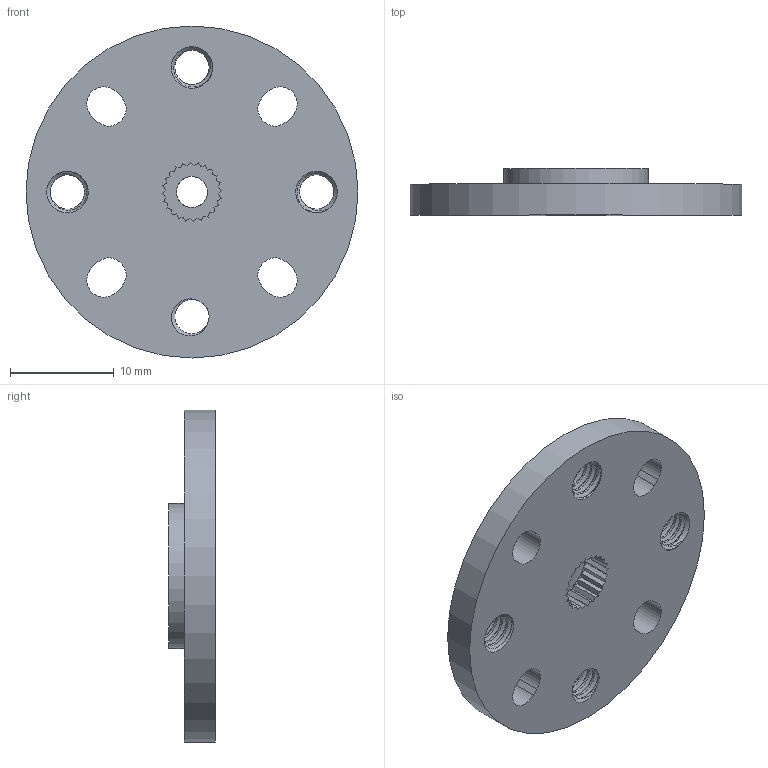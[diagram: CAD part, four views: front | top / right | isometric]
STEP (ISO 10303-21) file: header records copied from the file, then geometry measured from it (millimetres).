
FILE_DESCRIPTION( ( '' ), ' ' );
FILE_NAME( '5a2ade4c5214870eedd3ec4b.step', '2017-12-08T18:47:41', ( '' ), ( '' ), ' ', ' ', ' ' );
FILE_SCHEMA( ( 'AUTOMOTIVE_DESIGN { 1 0 10303 214 1 1 1 1 }' ) );
Length unit declared in the file: metre
Products named in the file (1): 1906-0024-0032
Bounding box: 31.98 x 4.5 x 31.98 mm (x, y, z)
Volume: 2294.2 mm3; surface area: 2238 mm2
Topology: 1 solids, 1 shells, 96 faces, 402 edges, 311 vertices
Faces by surface type: plane 61, cylinder 20, bspline 8, cone 7
Full cylindrical faces by diameter (mm): 3 x1, 6.5 x1, 13.98 x1, 31.98 x1
Entity records: 6989 total; most frequent: CARTESIAN_POINT 3253, ORIENTED_EDGE 794, DIRECTION 452, EDGE_CURVE 397, VERTEX_POINT 310, LINE 176, VECTOR 176, AXIS2_PLACEMENT_3D 138
